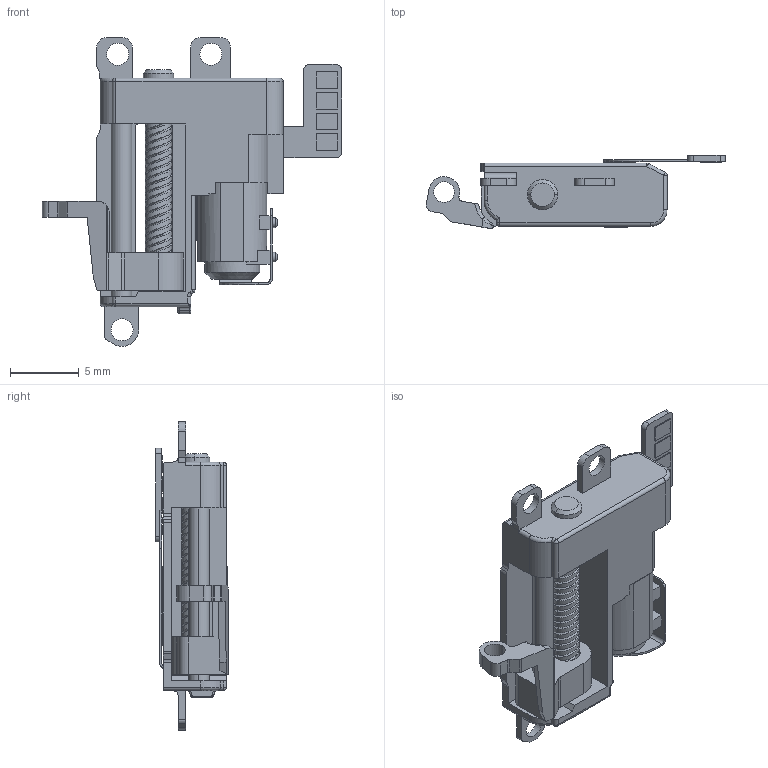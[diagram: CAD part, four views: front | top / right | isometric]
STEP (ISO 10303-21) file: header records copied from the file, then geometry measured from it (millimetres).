
FILE_DESCRIPTION((''),'2;1');
FILE_NAME('MICRO_STEPPER_ASM','2020-08-12T21:20:33',('kadet'),(''),'CREO PARAMETRIC BY PTC INC, 2019471','CREO PARAMETRIC BY PTC INC, 2019471','');
FILE_SCHEMA(('AUTOMOTIVE_DESIGN { 1 0 10303 214 1 1 1 1 }'));
Length unit declared in the file: millimetre
Products named in the file (3): MICRO_STEPPER_BASE; STEPPER_SLIDER; MICRO_STEPPER_ASM
Assembly tree (2 placements, depth 2):
  MICRO_STEPPER_ASM
    MICRO_STEPPER_BASE
    STEPPER_SLIDER
Bounding box: 21.74 x 5.29 x 22.42 mm (x, y, z)
Volume: 676.9 mm3; surface area: 1252.9 mm2
Topology: 2 solids, 2 shells, 344 faces, 912 edges, 583 vertices
Faces by surface type: cylinder 151, plane 137, bspline 26, torus 13, cone 12, sphere 5
Entity records: 19804 total; most frequent: CARTESIAN_POINT 6382, ORIENTED_EDGE 1824, DIRECTION 1666, PRESENTATION_STYLE_ASSIGNMENT 1084, STYLED_ITEM 914, CURVE_STYLE 912, EDGE_CURVE 912, VERTEX_POINT 583
